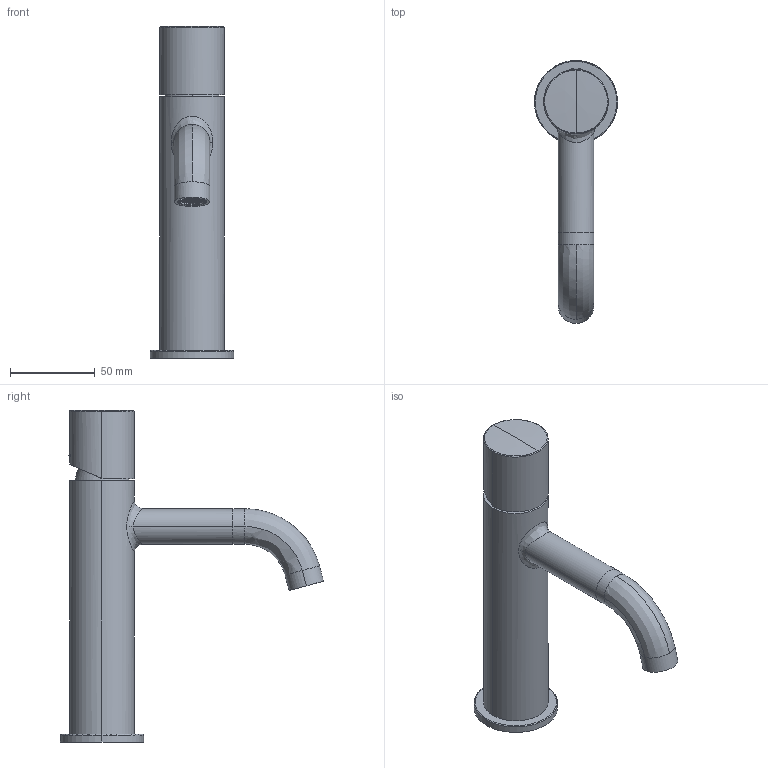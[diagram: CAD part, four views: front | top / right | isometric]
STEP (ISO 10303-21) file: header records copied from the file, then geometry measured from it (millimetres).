
FILE_DESCRIPTION(/* description */ (''),/* implementation_level */ '2;1');
FILE_NAME(/* name */ 'STEP - 164932801_34494',/* time_stamp */ '2025-09-03T10:53:05+10:00',/* author */ (''),/* organization */ (''),/* preprocessor_version */ 'ST-DEVELOPER v16.5',/* originating_system */ 'Rhino 7.37',/* authorisation */ '');
FILE_SCHEMA (('AUTOMOTIVE_DESIGN'));
Length unit declared in the file: millimetre
Products named in the file (17): Document; 164932801; 164932801_ASM; 201036472426; 208002330601_AF0; 208002330601_AF1; 2040118399015; 2050226401056; 2050553907267; 2080009106018; 1649HANDLE34; 2050117916019; 20203041072610; 20501173160211; 20310257990112; 20606280012614; 20501232160115
Assembly tree (17 placements, depth 4):
  Document
    164932801
      164932801_ASM
        201036472426
        208002330601_AF0
        208002330601_AF1
        2040118399015
        2050226401056
        2050553907267
        2080009106018
        1649HANDLE34
        2050117916019
        20203041072610
        20501173160211
        20310257990112
        20606280012614
        20501232160115  x2
Bounding box: 49 x 154.95 x 195.56 mm (x, y, z)
Volume: 97137.6 mm3; surface area: 85814.9 mm2
Topology: 16 solids, 24 shells, 2274 faces, 6470 edges, 4209 vertices
Faces by surface type: plane 1126, cylinder 918, bspline 230
Entity records: 87547 total; most frequent: CARTESIAN_POINT 43265, ORIENTED_EDGE 12822, EDGE_CURVE 6428, B_SPLINE_CURVE_WITH_KNOTS 5559, VERTEX_POINT 4189, EDGE_LOOP 3173, ADVANCED_FACE 2259, FACE_OUTER_BOUND 2259
